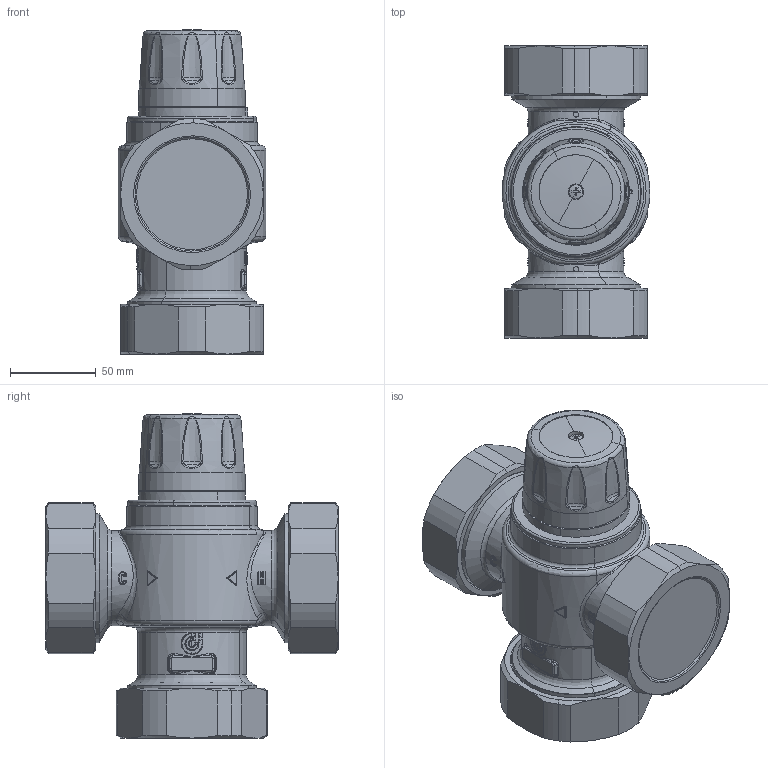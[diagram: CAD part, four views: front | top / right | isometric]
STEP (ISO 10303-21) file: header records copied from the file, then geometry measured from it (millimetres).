
FILE_DESCRIPTION(('CATIA V5 STEP Exchange'),'2;1');
FILE_NAME('523199A (STP).stp','2016-02-16T14:46:37+00:00',('none'),('none'),'Version 5-6 Release 2012','CATIA V5 STEP AP203','none');
FILE_SCHEMA(('CONFIG_CONTROL_DESIGN'));
Products named in the file (1): 523199A - TST
Bounding box: 85.9 x 170 x 188.57 mm (x, y, z)
Volume: 1243936.1 mm3; surface area: 94520.9 mm2
Topology: 1 solids, 5 shells, 1017 faces, 2365 edges, 1307 vertices
Faces by surface type: bspline 541, cylinder 188, cone 96, plane 95, sphere 55, torus 40, revolution 2
Entity records: 60373 total; most frequent: CARTESIAN_POINT 43354, ORIENTED_EDGE 4574, EDGE_CURVE 2287, B_SPLINE_CURVE_WITH_KNOTS 1532, DIRECTION 1429, VERTEX_POINT 1307, EDGE_LOOP 1044, ADVANCED_FACE 1017
